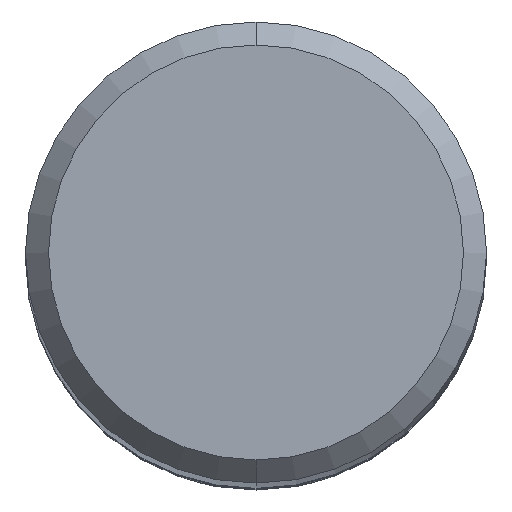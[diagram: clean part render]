
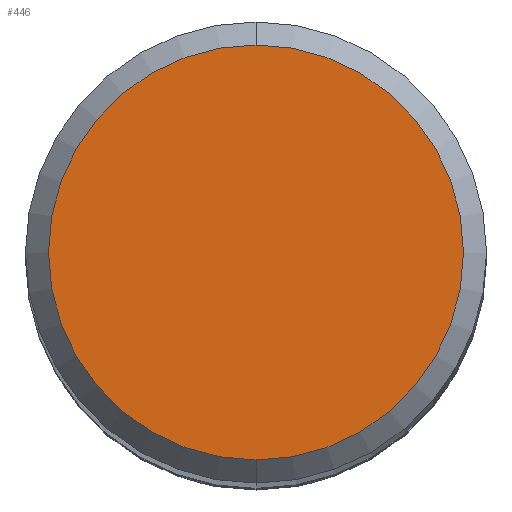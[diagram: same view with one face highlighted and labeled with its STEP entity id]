
A CAD part, top view. The second image highlights one B-rep face of the part: STEP entity #446.
In plain terms, the highlighted planar face has unit normal (0, 0, 1).
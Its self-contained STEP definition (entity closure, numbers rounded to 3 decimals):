
#230=VERTEX_POINT('',#552);
#240=EDGE_CURVE('',#272,#230,#564,.T.);
#272=VERTEX_POINT('',#598);
#278=EDGE_CURVE('',#230,#272,#605,.T.);
#446=ADVANCED_FACE('',(#794),#795,.T.);
#552=CARTESIAN_POINT('',(0.0,5.4,0.0));
#564=CIRCLE('',#1053,5.4);
#598=CARTESIAN_POINT('',(0.,-5.4,0.0));
#605=CIRCLE('',#1168,5.4);
#794=FACE_OUTER_BOUND('',#1471,.T.);
#795=PLANE('',#1472);
#1053=AXIS2_PLACEMENT_3D('',#1618,#1619,#1620);
#1168=AXIS2_PLACEMENT_3D('',#1658,#1659,#1660);
#1471=EDGE_LOOP('',(#1892,#1893));
#1472=AXIS2_PLACEMENT_3D('',#1894,#1895,#1896);
#1618=CARTESIAN_POINT('',(0.0,0.0,0.0));
#1619=DIRECTION('',(0.0,0.0,-1.0));
#1620=DIRECTION('',(0.0,1.0,0.0));
#1658=CARTESIAN_POINT('',(0.0,0.0,0.0));
#1659=DIRECTION('',(0.0,0.0,-1.0));
#1660=DIRECTION('',(0.0,1.0,0.0));
#1892=ORIENTED_EDGE('',*,*,#278,.F.);
#1893=ORIENTED_EDGE('',*,*,#240,.F.);
#1894=CARTESIAN_POINT('',(0.0,2.7,0.0));
#1895=DIRECTION('',(-0.0,0.0,1.0));
#1896=DIRECTION('',(0.0,-1.0,0.0));
